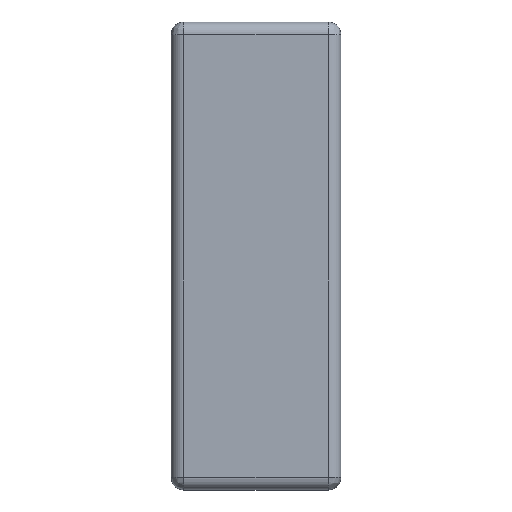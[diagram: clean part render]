
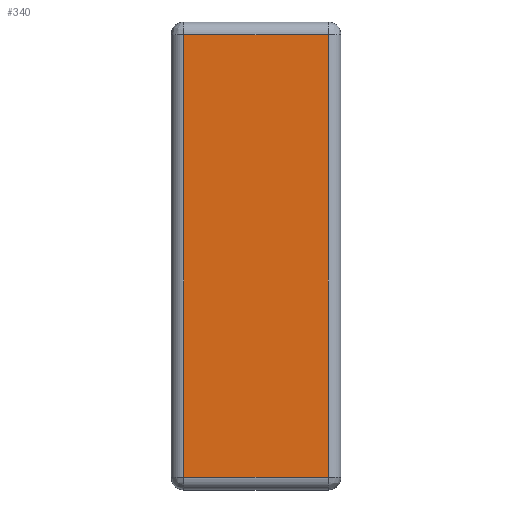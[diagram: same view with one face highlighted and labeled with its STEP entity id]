
A CAD part, top view. The second image highlights one B-rep face of the part: STEP entity #340.
In plain terms, the highlighted planar face has unit normal (0, 0, 1).
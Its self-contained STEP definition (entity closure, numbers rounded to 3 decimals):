
#3 = VECTOR ( 'NONE', #188, 1000. ) ;
#16 = DIRECTION ( 'NONE',  ( 1., 0., 0. ) ) ;
#42 = VERTEX_POINT ( 'NONE', #901 ) ;
#46 = CARTESIAN_POINT ( 'NONE',  ( -8.5, 26.075, 2.5 ) ) ;
#188 = DIRECTION ( 'NONE',  ( 0., -1., 0. ) ) ;
#216 = CARTESIAN_POINT ( 'NONE',  ( -8.5, 29.575, 2.5 ) ) ;
#223 = ORIENTED_EDGE ( 'NONE', *, *, #664, .F. ) ;
#244 = EDGE_CURVE ( 'NONE', #403, #621, #820, .T. ) ;
#251 = EDGE_CURVE ( 'NONE', #42, #253, #561, .T. ) ;
#253 = VERTEX_POINT ( 'NONE', #865 ) ;
#274 = VECTOR ( 'NONE', #16, 1000. ) ;
#306 = DIRECTION ( 'NONE',  ( -1., 0., 0. ) ) ;
#312 = CARTESIAN_POINT ( 'NONE',  ( -12., 26.075, 2.5 ) ) ;
#340 = ADVANCED_FACE ( 'NONE', ( #660 ), #737, .T. ) ;
#347 = DIRECTION ( 'NONE',  ( 0., 1., 0. ) ) ;
#361 = LINE ( 'NONE', #216, #669 ) ;
#373 = EDGE_CURVE ( 'NONE', #621, #42, #745, .T. ) ;
#392 = DIRECTION ( 'NONE',  ( 1., 0., 0. ) ) ;
#398 = CARTESIAN_POINT ( 'NONE',  ( 8.5, -29.575, 2.5 ) ) ;
#403 = VERTEX_POINT ( 'NONE', #46 ) ;
#442 = CARTESIAN_POINT ( 'NONE',  ( 12., -26.075, 2.5 ) ) ;
#461 = DIRECTION ( 'NONE',  ( 0., 0., 1. ) ) ;
#561 = LINE ( 'NONE', #442, #802 ) ;
#574 = ORIENTED_EDGE ( 'NONE', *, *, #373, .F. ) ;
#588 = ORIENTED_EDGE ( 'NONE', *, *, #244, .F. ) ;
#596 = CARTESIAN_POINT ( 'NONE',  ( 0., 0., 2.5 ) ) ;
#621 = VERTEX_POINT ( 'NONE', #633 ) ;
#623 = ORIENTED_EDGE ( 'NONE', *, *, #251, .F. ) ;
#633 = CARTESIAN_POINT ( 'NONE',  ( 8.5, 26.075, 2.5 ) ) ;
#660 = FACE_OUTER_BOUND ( 'NONE', #684, .T. ) ;
#664 = EDGE_CURVE ( 'NONE', #253, #403, #361, .T. ) ;
#669 = VECTOR ( 'NONE', #347, 1000. ) ;
#684 = EDGE_LOOP ( 'NONE', ( #588, #223, #623, #574 ) ) ;
#737 = PLANE ( 'NONE',  #797 ) ;
#745 = LINE ( 'NONE', #398, #3 ) ;
#797 = AXIS2_PLACEMENT_3D ( 'NONE', #596, #461, #392 ) ;
#802 = VECTOR ( 'NONE', #306, 1000. ) ;
#820 = LINE ( 'NONE', #312, #274 ) ;
#865 = CARTESIAN_POINT ( 'NONE',  ( -8.5, -26.075, 2.5 ) ) ;
#901 = CARTESIAN_POINT ( 'NONE',  ( 8.5, -26.075, 2.5 ) ) ;
